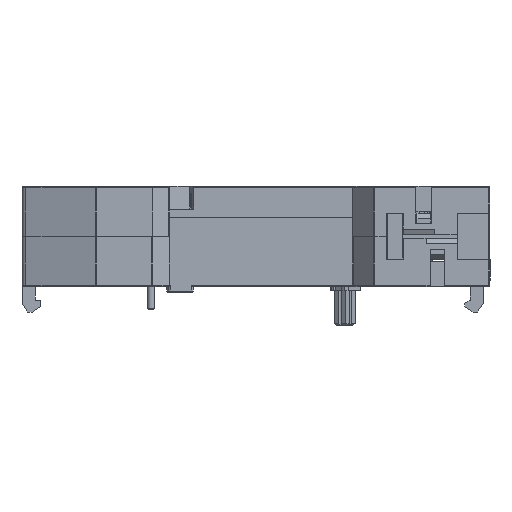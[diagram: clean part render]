
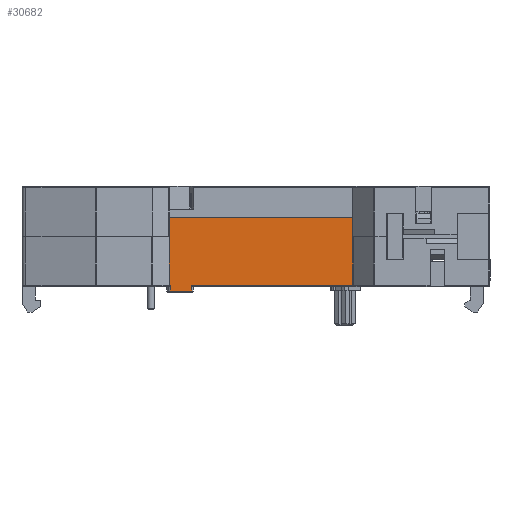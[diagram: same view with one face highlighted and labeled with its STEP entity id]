
A CAD part, front view. The second image highlights one B-rep face of the part: STEP entity #30682.
In plain terms, the highlighted planar face has unit normal (0, -1, 0).
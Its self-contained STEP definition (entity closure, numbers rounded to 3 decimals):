
#18 = ORIENTED_EDGE ( 'NONE', *, *, #22574, .F. ) ;
#166 = CARTESIAN_POINT ( 'NONE',  ( -10.793, -60.1, -17.3 ) ) ;
#661 = VERTEX_POINT ( 'NONE', #35976 ) ;
#1203 = CARTESIAN_POINT ( 'NONE',  ( 17.7, -60.1, -17.3 ) ) ;
#2144 = EDGE_CURVE ( 'NONE', #661, #24237, #43723, .T. ) ;
#4113 = DIRECTION ( 'NONE',  ( 0., 0., 1. ) ) ;
#6228 = ORIENTED_EDGE ( 'NONE', *, *, #16966, .F. ) ;
#7506 = DIRECTION ( 'NONE',  ( 0., 1., 0. ) ) ;
#8093 = EDGE_CURVE ( 'NONE', #35676, #28186, #43767, .T. ) ;
#8436 = CARTESIAN_POINT ( 'NONE',  ( -17.7, -60.1, -15.3 ) ) ;
#9095 = CARTESIAN_POINT ( 'NONE',  ( 42.19, -60.1, -16.3 ) ) ;
#9866 = CARTESIAN_POINT ( 'NONE',  ( 17.7, -60.1, -15.3 ) ) ;
#10986 = EDGE_CURVE ( 'NONE', #21305, #31934, #16093, .T. ) ;
#11338 = VECTOR ( 'NONE', #40749, 1000. ) ;
#11355 = PLANE ( 'NONE',  #43015 ) ;
#13147 = VERTEX_POINT ( 'NONE', #38657 ) ;
#13166 = LINE ( 'NONE', #26938, #39302 ) ;
#14611 = VECTOR ( 'NONE', #24292, 1000. ) ;
#14894 = DIRECTION ( 'NONE',  ( -1., 0., 0. ) ) ;
#16093 = LINE ( 'NONE', #43838, #11338 ) ;
#16518 = CARTESIAN_POINT ( 'NONE',  ( 17.7, -60.1, -15.3 ) ) ;
#16966 = EDGE_CURVE ( 'NONE', #28186, #661, #33308, .T. ) ;
#17293 = LINE ( 'NONE', #32389, #27925 ) ;
#17441 = FACE_OUTER_BOUND ( 'NONE', #26065, .T. ) ;
#17664 = CARTESIAN_POINT ( 'NONE',  ( 17.7, -60.1, -15.3 ) ) ;
#18164 = CARTESIAN_POINT ( 'NONE',  ( -14.52, -60.1, -17.3 ) ) ;
#18427 = LINE ( 'NONE', #9866, #41327 ) ;
#18737 = CARTESIAN_POINT ( 'NONE',  ( -17.7, -60.1, -15.3 ) ) ;
#18784 = VECTOR ( 'NONE', #29018, 1000. ) ;
#19007 = DIRECTION ( 'NONE',  ( 0., 0., 1. ) ) ;
#19497 = CARTESIAN_POINT ( 'NONE',  ( 17.7, -60.1, -4.3 ) ) ;
#20116 = LINE ( 'NONE', #1203, #28680 ) ;
#21305 = VERTEX_POINT ( 'NONE', #40916 ) ;
#21709 = EDGE_CURVE ( 'NONE', #27904, #21305, #37773, .T. ) ;
#22499 = ORIENTED_EDGE ( 'NONE', *, *, #24063, .F. ) ;
#22574 = EDGE_CURVE ( 'NONE', #38176, #33609, #13166, .T. ) ;
#24063 = EDGE_CURVE ( 'NONE', #24237, #27904, #18427, .T. ) ;
#24237 = VERTEX_POINT ( 'NONE', #42188 ) ;
#24292 = DIRECTION ( 'NONE',  ( 1., 0., 0. ) ) ;
#25373 = EDGE_CURVE ( 'NONE', #33609, #13147, #17293, .T. ) ;
#26065 = EDGE_LOOP ( 'NONE', ( #40341, #22499, #41267, #6228, #31700, #26934, #36872, #18, #41632, #33758 ) ) ;
#26305 = DIRECTION ( 'NONE',  ( -1., 0., 0. ) ) ;
#26934 = ORIENTED_EDGE ( 'NONE', *, *, #36657, .F. ) ;
#26938 = CARTESIAN_POINT ( 'NONE',  ( -14.52, -60.1, -19.662 ) ) ;
#27904 = VERTEX_POINT ( 'NONE', #31766 ) ;
#27925 = VECTOR ( 'NONE', #26305, 1000. ) ;
#28186 = VERTEX_POINT ( 'NONE', #30102 ) ;
#28291 = VECTOR ( 'NONE', #40338, 1000. ) ;
#28680 = VECTOR ( 'NONE', #14894, 1000. ) ;
#29018 = DIRECTION ( 'NONE',  ( 0., 0., 1. ) ) ;
#30102 = CARTESIAN_POINT ( 'NONE',  ( -17.7, -60.1, -4.3 ) ) ;
#30682 = ADVANCED_FACE ( 'NONE', ( #17441 ), #11355, .F. ) ;
#30841 = VECTOR ( 'NONE', #43510, 1000. ) ;
#31050 = LINE ( 'NONE', #8436, #18784 ) ;
#31314 = CARTESIAN_POINT ( 'NONE',  ( -14.52, -60.1, -16.3 ) ) ;
#31700 = ORIENTED_EDGE ( 'NONE', *, *, #8093, .F. ) ;
#31766 = CARTESIAN_POINT ( 'NONE',  ( 17.7, -60.1, -16.3 ) ) ;
#31934 = VERTEX_POINT ( 'NONE', #166 ) ;
#32389 = CARTESIAN_POINT ( 'NONE',  ( 42.19, -60.1, -16.3 ) ) ;
#32712 = CARTESIAN_POINT ( 'NONE',  ( -17.7, -60.1, -7.65 ) ) ;
#33308 = LINE ( 'NONE', #19497, #14611 ) ;
#33609 = VERTEX_POINT ( 'NONE', #31314 ) ;
#33758 = ORIENTED_EDGE ( 'NONE', *, *, #10986, .F. ) ;
#35676 = VERTEX_POINT ( 'NONE', #32712 ) ;
#35976 = CARTESIAN_POINT ( 'NONE',  ( 17.7, -60.1, -4.3 ) ) ;
#36657 = EDGE_CURVE ( 'NONE', #13147, #35676, #31050, .T. ) ;
#36872 = ORIENTED_EDGE ( 'NONE', *, *, #25373, .F. ) ;
#37773 = LINE ( 'NONE', #9095, #30841 ) ;
#38176 = VERTEX_POINT ( 'NONE', #18164 ) ;
#38548 = EDGE_CURVE ( 'NONE', #31934, #38176, #20116, .T. ) ;
#38657 = CARTESIAN_POINT ( 'NONE',  ( -17.7, -60.1, -16.3 ) ) ;
#39302 = VECTOR ( 'NONE', #40470, 1000. ) ;
#40338 = DIRECTION ( 'NONE',  ( 0., 0., -1. ) ) ;
#40341 = ORIENTED_EDGE ( 'NONE', *, *, #21709, .F. ) ;
#40470 = DIRECTION ( 'NONE',  ( 0., 0., 1. ) ) ;
#40749 = DIRECTION ( 'NONE',  ( 0., 0., -1. ) ) ;
#40916 = CARTESIAN_POINT ( 'NONE',  ( -10.793, -60.1, -16.3 ) ) ;
#41267 = ORIENTED_EDGE ( 'NONE', *, *, #2144, .F. ) ;
#41327 = VECTOR ( 'NONE', #43985, 1000. ) ;
#41632 = ORIENTED_EDGE ( 'NONE', *, *, #38548, .F. ) ;
#42188 = CARTESIAN_POINT ( 'NONE',  ( 17.7, -60.1, -7.65 ) ) ;
#42725 = VECTOR ( 'NONE', #19007, 1000. ) ;
#43015 = AXIS2_PLACEMENT_3D ( 'NONE', #17664, #7506, #4113 ) ;
#43510 = DIRECTION ( 'NONE',  ( -1., 0., 0. ) ) ;
#43723 = LINE ( 'NONE', #16518, #28291 ) ;
#43767 = LINE ( 'NONE', #18737, #42725 ) ;
#43838 = CARTESIAN_POINT ( 'NONE',  ( -10.793, -60.1, -19.678 ) ) ;
#43985 = DIRECTION ( 'NONE',  ( 0., 0., -1. ) ) ;
